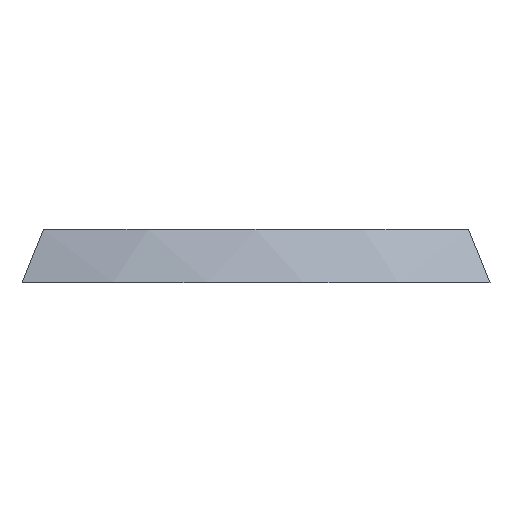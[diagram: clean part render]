
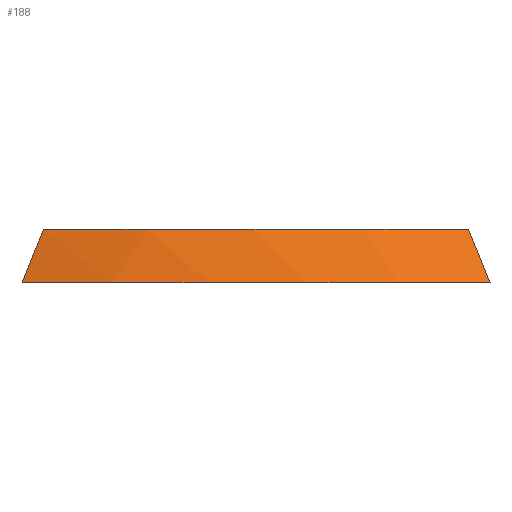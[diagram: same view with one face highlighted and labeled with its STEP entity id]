
A CAD part, front view. The second image highlights one B-rep face of the part: STEP entity #188.
In plain terms, the highlighted conical face has half-angle 22 degrees and reference radius 30.5 mm.
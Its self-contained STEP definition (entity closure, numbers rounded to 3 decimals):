
#17=CIRCLE('',#213,29.49);
#18=CIRCLE('',#214,30.5);
#19=CONICAL_SURFACE('',#212,30.5,0.384);
#20=(
BOUNDED_CURVE()
B_SPLINE_CURVE(2,(#296,#297,#298),.UNSPECIFIED.,.F.,.F.)
B_SPLINE_CURVE_WITH_KNOTS((3,3),(0.027,0.306),
 .UNSPECIFIED.)
CURVE()
GEOMETRIC_REPRESENTATION_ITEM()
RATIONAL_B_SPLINE_CURVE((1.,1.,1.))
REPRESENTATION_ITEM('')
);
#21=(
BOUNDED_CURVE()
B_SPLINE_CURVE(2,(#309,#310,#311),.UNSPECIFIED.,.F.,.F.)
B_SPLINE_CURVE_WITH_KNOTS((3,3),(0.027,0.306),
 .UNSPECIFIED.)
CURVE()
GEOMETRIC_REPRESENTATION_ITEM()
RATIONAL_B_SPLINE_CURVE((1.,1.,1.))
REPRESENTATION_ITEM('')
);
#29=FACE_OUTER_BOUND('',#39,.T.);
#39=EDGE_LOOP('',(#152,#153,#154,#155));
#92=VERTEX_POINT('',#289);
#95=VERTEX_POINT('',#294);
#98=VERTEX_POINT('',#306);
#99=VERTEX_POINT('',#308);
#115=EDGE_CURVE('',#95,#92,#20,.T.);
#120=EDGE_CURVE('',#99,#98,#21,.T.);
#122=EDGE_CURVE('',#98,#92,#17,.T.);
#123=EDGE_CURVE('',#95,#99,#18,.T.);
#152=ORIENTED_EDGE('',*,*,#122,.T.);
#153=ORIENTED_EDGE('',*,*,#115,.F.);
#154=ORIENTED_EDGE('',*,*,#123,.T.);
#155=ORIENTED_EDGE('',*,*,#120,.T.);
#188=ADVANCED_FACE('',(#29),#19,.T.);
#212=AXIS2_PLACEMENT_3D('',#313,#253,#254);
#213=AXIS2_PLACEMENT_3D('',#314,#255,#256);
#214=AXIS2_PLACEMENT_3D('',#315,#257,#258);
#253=DIRECTION('center_axis',(0.,0.,-1.));
#254=DIRECTION('ref_axis',(1.,0.,0.));
#255=DIRECTION('center_axis',(0.,0.,-1.));
#256=DIRECTION('ref_axis',(1.,0.,0.));
#257=DIRECTION('center_axis',(0.,0.,1.));
#258=DIRECTION('ref_axis',(1.,0.,0.));
#289=CARTESIAN_POINT('',(-9.99,-27.746,2.5));
#294=CARTESIAN_POINT('',(-11.,-28.447,0.));
#296=CARTESIAN_POINT('Ctrl Pts',(-11.,-28.447,0.));
#297=CARTESIAN_POINT('Ctrl Pts',(-10.489,-28.097,1.266));
#298=CARTESIAN_POINT('Ctrl Pts',(-9.99,-27.746,2.5));
#306=CARTESIAN_POINT('',(9.99,-27.746,2.5));
#308=CARTESIAN_POINT('',(11.,-28.447,0.));
#309=CARTESIAN_POINT('Ctrl Pts',(11.,-28.447,0.));
#310=CARTESIAN_POINT('Ctrl Pts',(10.489,-28.097,1.266));
#311=CARTESIAN_POINT('Ctrl Pts',(9.99,-27.746,2.5));
#313=CARTESIAN_POINT('Origin',(0.,0.,0.));
#314=CARTESIAN_POINT('Origin',(0.,0.,2.5));
#315=CARTESIAN_POINT('Origin',(0.,0.,0.));
